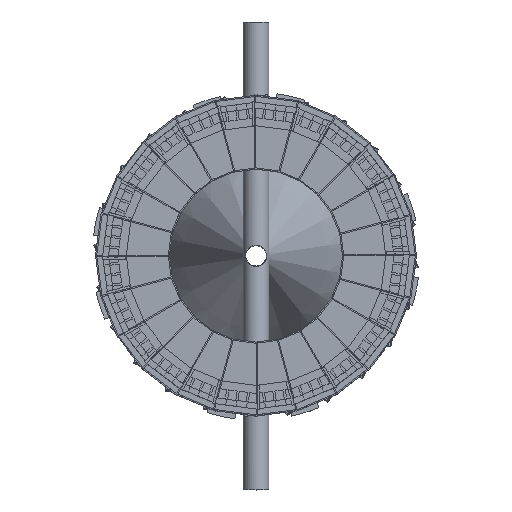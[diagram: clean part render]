
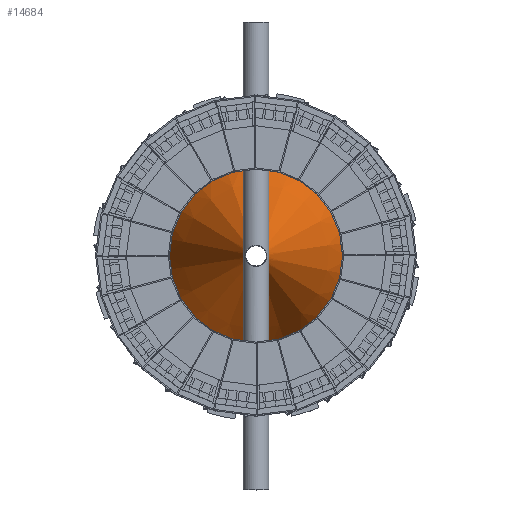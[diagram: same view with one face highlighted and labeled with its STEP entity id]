
A CAD part, top view. The second image highlights one B-rep face of the part: STEP entity #14684.
In plain terms, the highlighted conical face has half-angle 24 degrees and reference radius 9 mm.
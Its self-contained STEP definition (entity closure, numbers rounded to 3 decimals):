
#14630=CARTESIAN_POINT('',(7.898,4.315,-21.0));
#14631=VERTEX_POINT('',#14630);
#14632=CARTESIAN_POINT('',(0.0,0.0,-21.0));
#14633=DIRECTION('',(0.0,0.0,1.0));
#14634=DIRECTION('',(1.0,0.0,0.0));
#14635=AXIS2_PLACEMENT_3D('',#14632,#14633,#14634);
#14636=CIRCLE('',#14635,9.0);
#14637=EDGE_CURVE('',#14631,#14631,#14636,.T.);
#14665=CARTESIAN_POINT('',(0.0,0.0,-21.0));
#14666=DIRECTION('',(0.0,0.0,-1.0));
#14667=DIRECTION('',(0.878,0.479,0.0));
#14668=AXIS2_PLACEMENT_3D('',#14665,#14666,#14667);
#14669=CONICAL_SURFACE('',#14668,9.0,24.);
#14670=ORIENTED_EDGE('',*,*,#14637,.F.);
#14671=EDGE_LOOP('',(#14670));
#14672=FACE_OUTER_BOUND('',#14671,.T.);
#14673=CARTESIAN_POINT('',(70.207,38.354,-180.469));
#14674=VERTEX_POINT('',#14673);
#14675=CARTESIAN_POINT('',(0.0,0.0,-180.469));
#14676=DIRECTION('',(0.0,0.0,-1.0));
#14677=DIRECTION('',(1.0,0.0,0.0));
#14678=AXIS2_PLACEMENT_3D('',#14675,#14676,#14677);
#14679=CIRCLE('',#14678,80.0);
#14680=EDGE_CURVE('',#14674,#14674,#14679,.F.);
#14681=ORIENTED_EDGE('',*,*,#14680,.T.);
#14682=EDGE_LOOP('',(#14681));
#14683=FACE_BOUND('',#14682,.T.);
#14684=ADVANCED_FACE('',(#14672,#14683),#14669,.T.);
